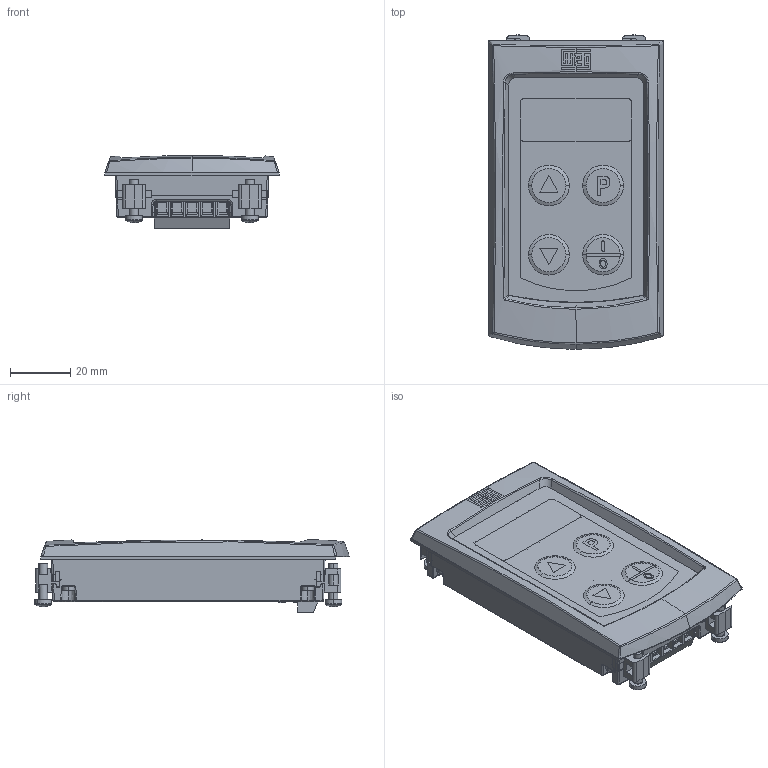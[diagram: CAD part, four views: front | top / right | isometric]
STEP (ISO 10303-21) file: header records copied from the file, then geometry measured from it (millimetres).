
FILE_DESCRIPTION (( 'STEP AP214' ), '1' );
FILE_NAME ('CFW320-KHMIR.STEP', '2024-09-11T14:09:14', ( '' ), ( '' ), 'SwSTEP 2.0', 'SolidWorks 2021', '' );
FILE_SCHEMA (( 'AUTOMOTIVE_DESIGN' ));
Length unit declared in the file: inch
Products named in the file (1): CFW320-KHMIR
Bounding box: 58 x 104.52 x 24.25 mm (x, y, z)
Volume: 83473.5 mm3; surface area: 34416.5 mm2
Topology: 5 solids, 18 shells, 2448 faces, 6363 edges, 3953 vertices
Faces by surface type: plane 929, bspline 729, cylinder 659, cone 131
Entity records: 125491 total; most frequent: CARTESIAN_POINT 72095, ORIENTED_EDGE 12678, DIRECTION 9119, EDGE_CURVE 6339, VERTEX_POINT 3953, AXIS2_PLACEMENT_3D 3137, VECTOR 2845, LINE 2845
